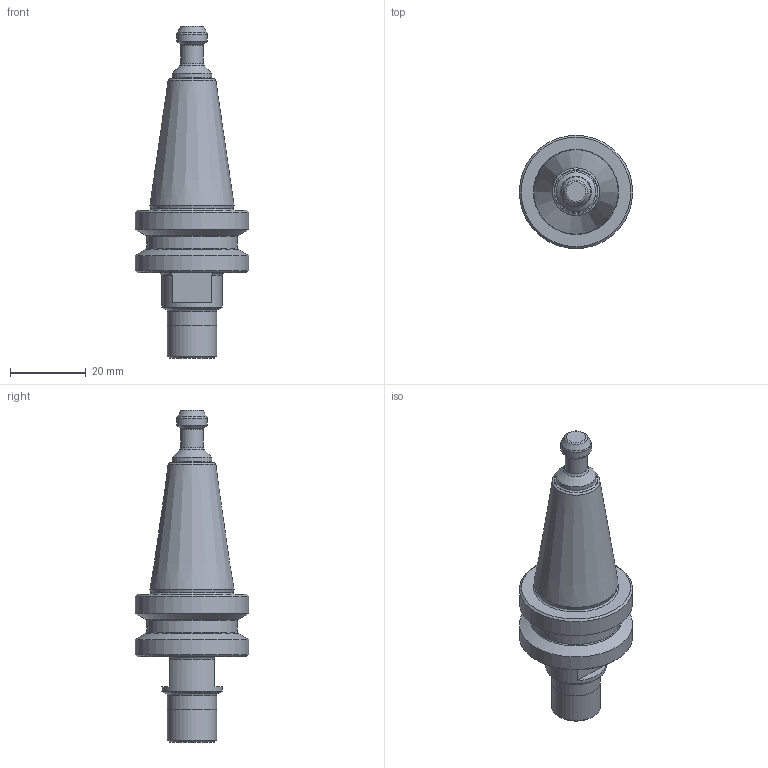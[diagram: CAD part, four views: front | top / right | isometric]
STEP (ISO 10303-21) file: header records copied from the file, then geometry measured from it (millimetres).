
FILE_DESCRIPTION(/* description */ (''),/* implementation_level */ '2;1');
FILE_NAME(/* name */ '242011116.stp',/* time_stamp */ '2021-01-08T12:42:32',/* author */ ('LRA'),/* organization */ ('REGO-FIX'),/* preprocessor_version */ ' Unknown',/* originating_system */ 'SIEMENS PLM Software Solid Edge ST10',/* authorization */ 'Unknown');
FILE_SCHEMA (('AUTOMOTIVE_DESIGN { 1 0 10303 214 2 1 1}'));
Length unit declared in the file: millimetre
Products named in the file (1): NOCUT
Bounding box: 30 x 30 x 87.9 mm (x, y, z)
Volume: 20691.9 mm3; surface area: 7164 mm2
Topology: 1 solids, 1 shells, 46 faces, 99 edges, 59 vertices
Faces by surface type: torus 13, cone 13, cylinder 10, plane 10
Full cylindrical faces by diameter (mm): 6 x1, 7.5 x1, 8.1 x1, 10.5 x1, 13 x2, 16 x1, 24 x1, 30 x2
Entity records: 1361 total; most frequent: DIRECTION 196, CARTESIAN_POINT 173, ORIENTED_EDGE 112, AXIS2_PLACEMENT_3D 94, FACE_BOUND 85, EDGE_LOOP 84, EDGE_CURVE 56, VERTEX_POINT 51
